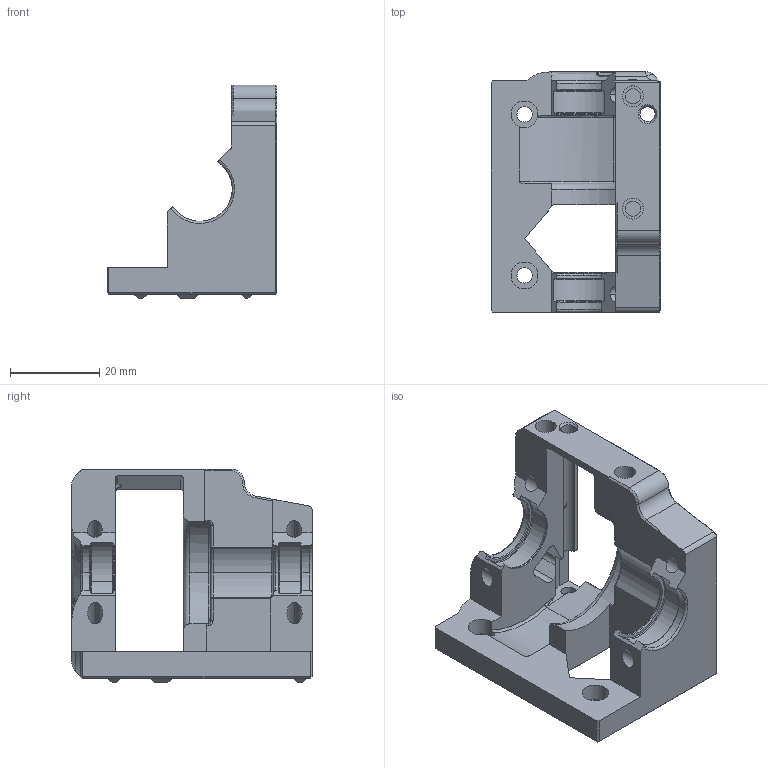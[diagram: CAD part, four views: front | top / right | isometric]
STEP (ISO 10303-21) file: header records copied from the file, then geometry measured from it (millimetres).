
FILE_DESCRIPTION (( 'STEP AP214' ), '1' );
FILE_NAME ('zNewZ_ZDriveTop.STEP', '2022-06-10T23:44:05', ( '' ), ( '' ), 'SwSTEP 2.0', 'SolidWorks 2022', '' );
FILE_SCHEMA (( 'AUTOMOTIVE_DESIGN' ));
Length unit declared in the file: millimetre
Products named in the file (1): zNewZ_ZDriveTop
Bounding box: 38 x 53.75 x 47.85 mm (x, y, z)
Volume: 23967.4 mm3; surface area: 12284 mm2
Topology: 1 solids, 1 shells, 279 faces, 727 edges, 454 vertices
Faces by surface type: plane 114, cylinder 90, bspline 34, cone 23, torus 16, sphere 2
Entity records: 12107 total; most frequent: CARTESIAN_POINT 5574, ORIENTED_EDGE 1446, DIRECTION 1234, EDGE_CURVE 723, VERTEX_POINT 454, AXIS2_PLACEMENT_3D 446, LINE 342, VECTOR 342
